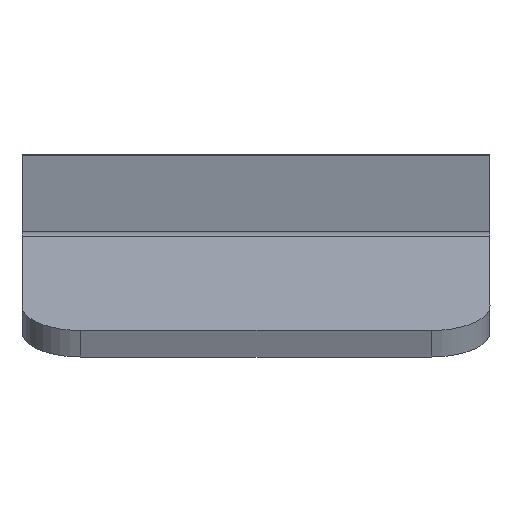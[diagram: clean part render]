
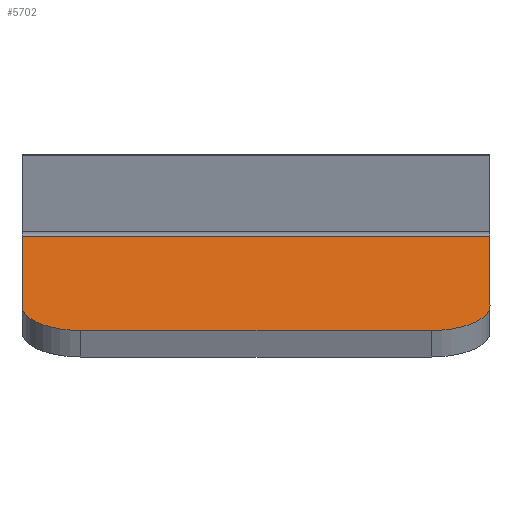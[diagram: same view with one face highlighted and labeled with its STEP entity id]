
A CAD part, front view. The second image highlights one B-rep face of the part: STEP entity #5702.
In plain terms, the highlighted planar face has unit normal (0, -0.423, 0.906).
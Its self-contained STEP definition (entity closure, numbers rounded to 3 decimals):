
#1=DIRECTION('',(1.,0.,0.));
#2=VECTOR('',#1,80.);
#3=CARTESIAN_POINT('',(-40.,-305.409,16.13));
#4=LINE('',#3,#2);
#5=CARTESIAN_POINT('',(30.,-330.937,4.226));
#6=DIRECTION('',(0.,0.423,-0.906));
#7=DIRECTION('',(1.,0.,0.));
#8=AXIS2_PLACEMENT_3D('',#5,#6,#7);
#10=DIRECTION('',(-1.,0.,0.));
#11=VECTOR('',#10,60.);
#12=CARTESIAN_POINT('',(30.,-340.,0.));
#13=LINE('',#12,#11);
#14=CARTESIAN_POINT('',(-30.,-330.937,4.226));
#15=DIRECTION('',(0.,0.423,-0.906));
#16=DIRECTION('',(0.,-0.906,-0.423));
#17=AXIS2_PLACEMENT_3D('',#14,#15,#16);
#55=DIRECTION('',(0.,0.906,0.423));
#56=VECTOR('',#55,28.167);
#57=CARTESIAN_POINT('',(-40.,-330.937,4.226));
#58=LINE('',#57,#56);
#169=DIRECTION('',(0.,0.906,0.423));
#170=VECTOR('',#169,28.167);
#171=CARTESIAN_POINT('',(40.,-330.937,4.226));
#172=LINE('',#171,#170);
#4712=CARTESIAN_POINT('',(30.,-340.,0.));
#4713=CARTESIAN_POINT('',(-30.,-340.,0.));
#4714=VERTEX_POINT('',#4712);
#4715=VERTEX_POINT('',#4713);
#4720=CARTESIAN_POINT('',(-40.,-330.937,
4.226));
#4721=CARTESIAN_POINT('',(-40.,-305.409,16.13));
#4722=VERTEX_POINT('',#4720);
#4723=VERTEX_POINT('',#4721);
#4724=CARTESIAN_POINT('',(40.,-330.937,4.226));
#4725=VERTEX_POINT('',#4724);
#4726=CARTESIAN_POINT('',(40.,-305.409,16.13));
#4727=VERTEX_POINT('',#4726);
#5684=CARTESIAN_POINT('',(0.,-322.705,8.065));
#5685=DIRECTION('',(0.,-0.423,0.906));
#5686=DIRECTION('',(0.,0.906,0.423));
#5687=AXIS2_PLACEMENT_3D('',#5684,#5685,#5686);
#5688=PLANE('',#5687);
#5690=ORIENTED_EDGE('',*,*,#5689,.T.);
#5692=ORIENTED_EDGE('',*,*,#5691,.F.);
#5694=ORIENTED_EDGE('',*,*,#5693,.T.);
#5695=ORIENTED_EDGE('',*,*,#5673,.T.);
#5697=ORIENTED_EDGE('',*,*,#5696,.T.);
#5699=ORIENTED_EDGE('',*,*,#5698,.T.);
#5700=EDGE_LOOP('',(#5690,#5692,#5694,#5695,#5697,#5699));
#5701=FACE_OUTER_BOUND('',#5700,.F.);
#5702=ADVANCED_FACE('',(#5701),#5688,.T.);
#9=CIRCLE('',#8,10.);
#18=CIRCLE('',#17,10.);
#5673=EDGE_CURVE('',#4714,#4715,#13,.T.);
#5689=EDGE_CURVE('',#4723,#4727,#4,.T.);
#5691=EDGE_CURVE('',#4725,#4727,#172,.T.);
#5693=EDGE_CURVE('',#4725,#4714,#9,.T.);
#5696=EDGE_CURVE('',#4715,#4722,#18,.T.);
#5698=EDGE_CURVE('',#4722,#4723,#58,.T.);
